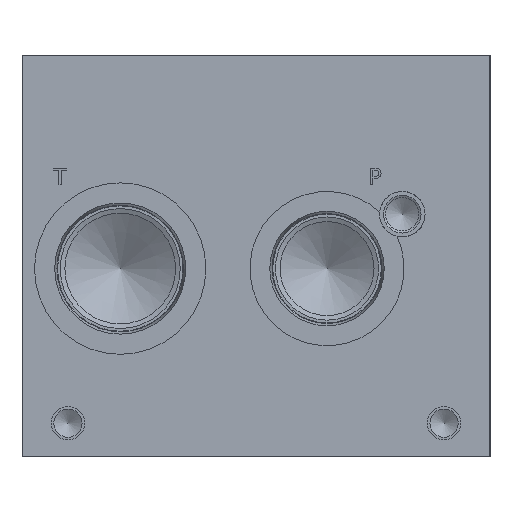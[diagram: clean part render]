
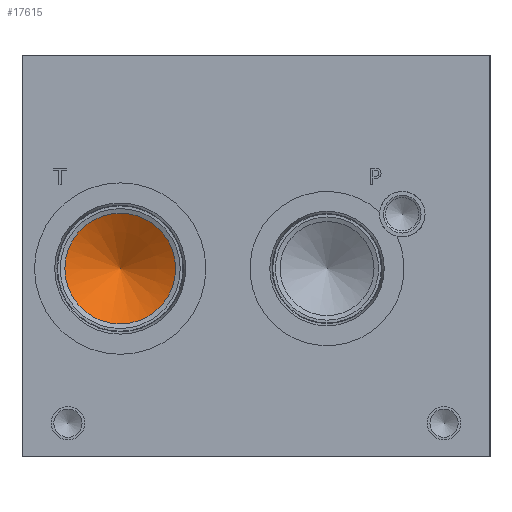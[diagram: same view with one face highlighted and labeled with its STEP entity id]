
A CAD part, left-side view. The second image highlights one B-rep face of the part: STEP entity #17615.
In plain terms, the highlighted conical face has half-angle 60 degrees and reference radius 10.516 mm.
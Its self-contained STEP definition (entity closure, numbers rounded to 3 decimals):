
#199=CONICAL_SURFACE('',#18513,10.516,1.047);
#426=CIRCLE('',#18514,21.031);
#427=CIRCLE('',#18515,21.031);
#2212=FACE_OUTER_BOUND('',#3242,.T.);
#3242=EDGE_LOOP('',(#14751,#14752,#14753,#14754));
#4912=LINE('',#29504,#6431);
#6431=VECTOR('',#21752,10.516);
#8233=VERTEX_POINT('',#29500);
#8234=VERTEX_POINT('',#29501);
#8235=VERTEX_POINT('',#29503);
#10542=EDGE_CURVE('',#8233,#8234,#426,.T.);
#10543=EDGE_CURVE('',#8234,#8235,#4912,.T.);
#10544=EDGE_CURVE('',#8234,#8233,#427,.T.);
#14751=ORIENTED_EDGE('',*,*,#10542,.T.);
#14752=ORIENTED_EDGE('',*,*,#10543,.T.);
#14753=ORIENTED_EDGE('',*,*,#10543,.F.);
#14754=ORIENTED_EDGE('',*,*,#10544,.T.);
#17615=ADVANCED_FACE('',(#2212),#199,.F.);
#18513=AXIS2_PLACEMENT_3D('',#29499,#21748,#21749);
#18514=AXIS2_PLACEMENT_3D('',#29502,#21750,#21751);
#18515=AXIS2_PLACEMENT_3D('',#29505,#21753,#21754);
#21748=DIRECTION('center_axis',(-1.,0.,0.));
#21749=DIRECTION('ref_axis',(0.,1.,0.));
#21750=DIRECTION('center_axis',(-1.,0.,0.));
#21751=DIRECTION('ref_axis',(0.,1.,0.));
#21752=DIRECTION('',(0.5,0.866,0.));
#21753=DIRECTION('center_axis',(-1.,0.,0.));
#21754=DIRECTION('ref_axis',(0.,1.,0.));
#29499=CARTESIAN_POINT('Origin',(42.794,140.487,71.425));
#29500=CARTESIAN_POINT('',(36.722,161.519,71.425));
#29501=CARTESIAN_POINT('',(36.722,119.456,71.425));
#29502=CARTESIAN_POINT('Origin',(36.722,140.487,71.425));
#29503=CARTESIAN_POINT('',(48.865,140.487,71.425));
#29504=CARTESIAN_POINT('',(42.794,129.972,71.425));
#29505=CARTESIAN_POINT('Origin',(36.722,140.487,71.425));
